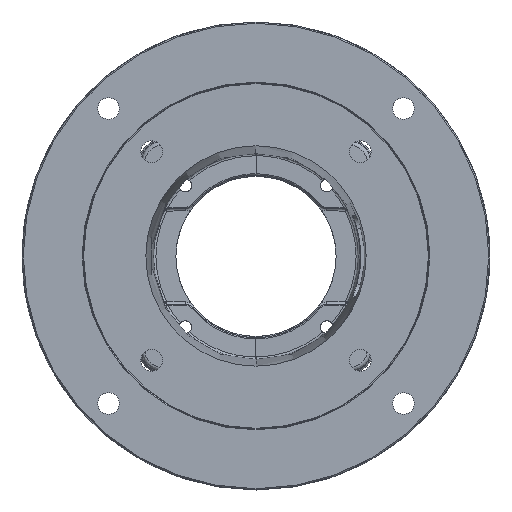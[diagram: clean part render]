
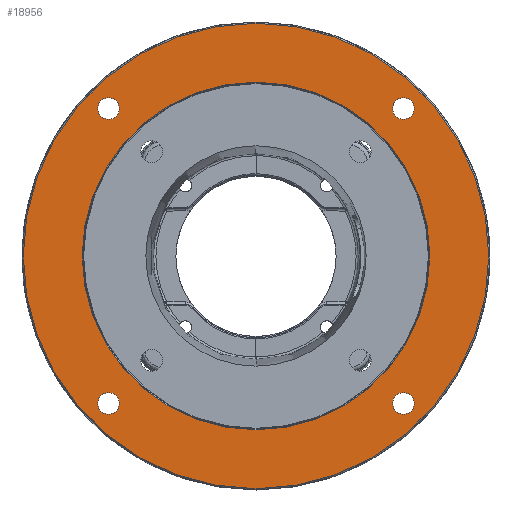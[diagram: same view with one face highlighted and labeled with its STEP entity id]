
A CAD part, top view. The second image highlights one B-rep face of the part: STEP entity #18956.
In plain terms, the highlighted planar face has unit normal (0, 0, 1).
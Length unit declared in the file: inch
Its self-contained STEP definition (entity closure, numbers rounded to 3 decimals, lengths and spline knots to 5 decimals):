
#35=CARTESIAN_POINT('',(0.,0.,-0.08));
#36=DIRECTION('',(0.,0.,1.));
#37=DIRECTION('',(0.,1.,0.));
#38=AXIS2_PLACEMENT_3D('',#35,#36,#37);
#44=CARTESIAN_POINT('',(0.,0.,-0.08));
#45=DIRECTION('',(0.,0.,-1.));
#46=DIRECTION('',(0.,1.,0.));
#47=AXIS2_PLACEMENT_3D('',#44,#45,#46);
#3684=CARTESIAN_POINT('',(-3.62392,3.62392,-0.08));
#3685=DIRECTION('',(0.,0.,-1.));
#3686=DIRECTION('',(-0.707,0.707,0.));
#3687=AXIS2_PLACEMENT_3D('',#3684,#3685,#3686);
#3689=CARTESIAN_POINT('',(-3.62392,3.62392,-0.08));
#3690=DIRECTION('',(0.,0.,-1.));
#3691=DIRECTION('',(0.707,-0.707,0.));
#3692=AXIS2_PLACEMENT_3D('',#3689,#3690,#3691);
#3694=CARTESIAN_POINT('',(-3.62392,-3.62392,-0.08));
#3695=DIRECTION('',(0.,0.,-1.));
#3696=DIRECTION('',(-0.707,-0.707,0.));
#3697=AXIS2_PLACEMENT_3D('',#3694,#3695,#3696);
#3699=CARTESIAN_POINT('',(-3.62392,-3.62392,-0.08));
#3700=DIRECTION('',(0.,0.,-1.));
#3701=DIRECTION('',(0.707,0.707,0.));
#3702=AXIS2_PLACEMENT_3D('',#3699,#3700,#3701);
#3704=CARTESIAN_POINT('',(3.62392,-3.62392,-0.08));
#3705=DIRECTION('',(0.,0.,-1.));
#3706=DIRECTION('',(0.707,-0.707,0.));
#3707=AXIS2_PLACEMENT_3D('',#3704,#3705,#3706);
#3709=CARTESIAN_POINT('',(3.62392,-3.62392,-0.08));
#3710=DIRECTION('',(0.,0.,-1.));
#3711=DIRECTION('',(-0.707,0.707,0.));
#3712=AXIS2_PLACEMENT_3D('',#3709,#3710,#3711);
#3714=CARTESIAN_POINT('',(3.62392,3.62392,-0.08));
#3715=DIRECTION('',(0.,0.,-1.));
#3716=DIRECTION('',(0.707,0.707,0.));
#3717=AXIS2_PLACEMENT_3D('',#3714,#3715,#3716);
#3719=CARTESIAN_POINT('',(3.62392,3.62392,-0.08));
#3720=DIRECTION('',(0.,0.,-1.));
#3721=DIRECTION('',(-0.707,-0.707,0.));
#3722=AXIS2_PLACEMENT_3D('',#3719,#3720,#3721);
#3724=CARTESIAN_POINT('',(0.,0.,-0.08));
#3725=DIRECTION('',(0.,0.,1.));
#3726=DIRECTION('',(0.,1.,0.));
#3727=AXIS2_PLACEMENT_3D('',#3724,#3725,#3726);
#3729=CARTESIAN_POINT('',(0.,0.,-0.08));
#3730=DIRECTION('',(0.,0.,1.));
#3731=DIRECTION('',(0.,-1.,0.));
#3732=AXIS2_PLACEMENT_3D('',#3729,#3730,#3731);
#12049=CARTESIAN_POINT('',(0.,5.72,-0.08));
#12050=CARTESIAN_POINT('',(0.,-5.72,-0.08));
#12051=VERTEX_POINT('',#12049);
#12052=VERTEX_POINT('',#12050);
#12073=CARTESIAN_POINT('',(-3.81131,3.81131,-0.08));
#12074=CARTESIAN_POINT('',(-3.43654,3.43654,-0.08));
#12075=VERTEX_POINT('',#12073);
#12076=VERTEX_POINT('',#12074);
#12117=CARTESIAN_POINT('',(-3.81131,-3.81131,-0.08));
#12118=CARTESIAN_POINT('',(-3.43654,-3.43654,-0.08));
#12119=VERTEX_POINT('',#12117);
#12120=VERTEX_POINT('',#12118);
#12125=CARTESIAN_POINT('',(3.81131,-3.81131,-0.08));
#12126=CARTESIAN_POINT('',(3.43654,-3.43654,-0.08));
#12127=VERTEX_POINT('',#12125);
#12128=VERTEX_POINT('',#12126);
#12133=CARTESIAN_POINT('',(3.81131,3.81131,-0.08));
#12134=CARTESIAN_POINT('',(3.43654,3.43654,-0.08));
#12135=VERTEX_POINT('',#12133);
#12136=VERTEX_POINT('',#12134);
#12153=CARTESIAN_POINT('',(0.,4.271,-0.08));
#12154=CARTESIAN_POINT('',(0.,-4.271,-0.08));
#12155=VERTEX_POINT('',#12153);
#12156=VERTEX_POINT('',#12154);
#18918=CARTESIAN_POINT('',(0.,0.,-0.08));
#18919=DIRECTION('',(0.,0.,1.));
#18920=DIRECTION('',(0.,1.,0.));
#18921=AXIS2_PLACEMENT_3D('',#18918,#18919,#18920);
#18922=PLANE('',#18921);
#18923=ORIENTED_EDGE('',*,*,#12399,.T.);
#18924=ORIENTED_EDGE('',*,*,#12384,.F.);
#18925=EDGE_LOOP('',(#18923,#18924));
#18926=FACE_OUTER_BOUND('',#18925,.F.);
#18928=ORIENTED_EDGE('',*,*,#18927,.F.);
#18930=ORIENTED_EDGE('',*,*,#18929,.F.);
#18931=EDGE_LOOP('',(#18928,#18930));
#18932=FACE_BOUND('',#18931,.F.);
#18934=ORIENTED_EDGE('',*,*,#18933,.F.);
#18936=ORIENTED_EDGE('',*,*,#18935,.F.);
#18937=EDGE_LOOP('',(#18934,#18936));
#18938=FACE_BOUND('',#18937,.F.);
#18940=ORIENTED_EDGE('',*,*,#18939,.F.);
#18942=ORIENTED_EDGE('',*,*,#18941,.F.);
#18943=EDGE_LOOP('',(#18940,#18942));
#18944=FACE_BOUND('',#18943,.F.);
#18946=ORIENTED_EDGE('',*,*,#18945,.F.);
#18948=ORIENTED_EDGE('',*,*,#18947,.F.);
#18949=EDGE_LOOP('',(#18946,#18948));
#18950=FACE_BOUND('',#18949,.F.);
#18952=ORIENTED_EDGE('',*,*,#18951,.T.);
#18953=ORIENTED_EDGE('',*,*,#18908,.T.);
#18954=EDGE_LOOP('',(#18952,#18953));
#18955=FACE_BOUND('',#18954,.F.);
#18956=ADVANCED_FACE('',(#18926,#18932,#18938,#18944,#18950,#18955),#18922,.T.);
#39=CIRCLE('',#38,5.72);
#48=CIRCLE('',#47,5.72);
#3688=CIRCLE('',#3687,0.265);
#3693=CIRCLE('',#3692,0.265);
#3698=CIRCLE('',#3697,0.265);
#3703=CIRCLE('',#3702,0.265);
#3708=CIRCLE('',#3707,0.265);
#3713=CIRCLE('',#3712,0.265);
#3718=CIRCLE('',#3717,0.265);
#3723=CIRCLE('',#3722,0.265);
#3728=CIRCLE('',#3727,4.271);
#3733=CIRCLE('',#3732,4.271);
#12384=EDGE_CURVE('',#12051,#12052,#39,.T.);
#12399=EDGE_CURVE('',#12051,#12052,#48,.T.);
#18908=EDGE_CURVE('',#12156,#12155,#3733,.T.);
#18927=EDGE_CURVE('',#12075,#12076,#3688,.T.);
#18929=EDGE_CURVE('',#12076,#12075,#3693,.T.);
#18933=EDGE_CURVE('',#12119,#12120,#3698,.T.);
#18935=EDGE_CURVE('',#12120,#12119,#3703,.T.);
#18939=EDGE_CURVE('',#12127,#12128,#3708,.T.);
#18941=EDGE_CURVE('',#12128,#12127,#3713,.T.);
#18945=EDGE_CURVE('',#12135,#12136,#3718,.T.);
#18947=EDGE_CURVE('',#12136,#12135,#3723,.T.);
#18951=EDGE_CURVE('',#12155,#12156,#3728,.T.);
